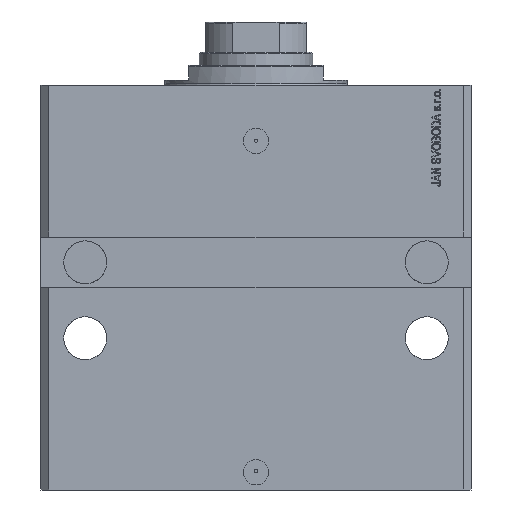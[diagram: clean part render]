
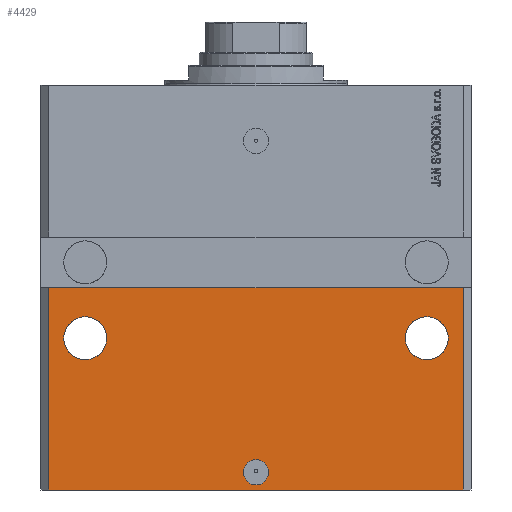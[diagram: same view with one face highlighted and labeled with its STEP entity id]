
A CAD part, front view. The second image highlights one B-rep face of the part: STEP entity #4429.
In plain terms, the highlighted planar face has unit normal (0, -1, 0).
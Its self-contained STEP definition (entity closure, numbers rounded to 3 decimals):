
#150 = VERTEX_POINT ( 'NONE', #3917 ) ;
#377 = DIRECTION ( 'NONE',  ( 0., 0., 1. ) ) ;
#876 = EDGE_LOOP ( 'NONE', ( #42136, #25940, #2923, #34012 ) ) ;
#1308 = EDGE_CURVE ( 'NONE', #8989, #34901, #48513, .T. ) ;
#2003 = CARTESIAN_POINT ( 'NONE',  ( -82., -70., -160. ) ) ;
#2041 = VECTOR ( 'NONE', #13639, 1000. ) ;
#2347 = DIRECTION ( 'NONE',  ( 0., -1., 0. ) ) ;
#2923 = ORIENTED_EDGE ( 'NONE', *, *, #38217, .T. ) ;
#3093 = EDGE_CURVE ( 'NONE', #41511, #32997, #7658, .T. ) ;
#3648 = AXIS2_PLACEMENT_3D ( 'NONE', #5153, #45794, #25197 ) ;
#3917 = CARTESIAN_POINT ( 'NONE',  ( 59., -70., -100. ) ) ;
#3926 = DIRECTION ( 'NONE',  ( 1., 0., 0. ) ) ;
#4005 = CIRCLE ( 'NONE', #31712, 8.5 ) ;
#4339 = CARTESIAN_POINT ( 'NONE',  ( -59., -70., -100. ) ) ;
#4344 = CARTESIAN_POINT ( 'NONE',  ( -82., -70., -160. ) ) ;
#4429 = ADVANCED_FACE ( 'NONE', ( #21811, #14369, #33200, #36417 ), #44080, .T. ) ;
#5062 = AXIS2_PLACEMENT_3D ( 'NONE', #28866, #18228, #6574 ) ;
#5153 = CARTESIAN_POINT ( 'NONE',  ( 0., -70., -153. ) ) ;
#5482 = LINE ( 'NONE', #2003, #2041 ) ;
#5935 = EDGE_CURVE ( 'NONE', #36704, #28714, #37866, .T. ) ;
#6499 = EDGE_LOOP ( 'NONE', ( #14851, #35295 ) ) ;
#6574 = DIRECTION ( 'NONE',  ( -1., 0., 0. ) ) ;
#7374 = CARTESIAN_POINT ( 'NONE',  ( 0., -70., -153. ) ) ;
#7658 = CIRCLE ( 'NONE', #13984, 8.5 ) ;
#7665 = EDGE_CURVE ( 'NONE', #47782, #150, #24424, .T. ) ;
#8989 = VERTEX_POINT ( 'NONE', #40246 ) ;
#8996 = CIRCLE ( 'NONE', #5062, 8.5 ) ;
#10112 = CARTESIAN_POINT ( 'NONE',  ( 82., -70., -80. ) ) ;
#10492 = ORIENTED_EDGE ( 'NONE', *, *, #20390, .F. ) ;
#10614 = CARTESIAN_POINT ( 'NONE',  ( 76., -70., -100. ) ) ;
#10825 = VERTEX_POINT ( 'NONE', #29951 ) ;
#11581 = VECTOR ( 'NONE', #3926, 1000. ) ;
#11656 = AXIS2_PLACEMENT_3D ( 'NONE', #40366, #33442, #36662 ) ;
#12283 = CARTESIAN_POINT ( 'NONE',  ( -67.5, -70., -100. ) ) ;
#13639 = DIRECTION ( 'NONE',  ( 1., 0., 0. ) ) ;
#13835 = ORIENTED_EDGE ( 'NONE', *, *, #45648, .F. ) ;
#13984 = AXIS2_PLACEMENT_3D ( 'NONE', #12283, #19981, #19486 ) ;
#14369 = FACE_BOUND ( 'NONE', #37380, .T. ) ;
#14851 = ORIENTED_EDGE ( 'NONE', *, *, #3093, .F. ) ;
#14981 = DIRECTION ( 'NONE',  ( 0., 0., 1. ) ) ;
#15216 = LINE ( 'NONE', #29860, #15529 ) ;
#15529 = VECTOR ( 'NONE', #14981, 1000. ) ;
#15690 = AXIS2_PLACEMENT_3D ( 'NONE', #7374, #45021, #38324 ) ;
#18228 = DIRECTION ( 'NONE',  ( 0., -1., 0. ) ) ;
#19486 = DIRECTION ( 'NONE',  ( -1., 0., 0. ) ) ;
#19981 = DIRECTION ( 'NONE',  ( 0., -1., 0. ) ) ;
#20390 = EDGE_CURVE ( 'NONE', #150, #47782, #4005, .T. ) ;
#21811 = FACE_BOUND ( 'NONE', #28842, .T. ) ;
#22673 = CIRCLE ( 'NONE', #3648, 5. ) ;
#24424 = CIRCLE ( 'NONE', #41841, 8.5 ) ;
#25197 = DIRECTION ( 'NONE',  ( 1., 0., 0. ) ) ;
#25940 = ORIENTED_EDGE ( 'NONE', *, *, #47086, .F. ) ;
#28613 = DIRECTION ( 'NONE',  ( 1., 0., 0. ) ) ;
#28714 = VERTEX_POINT ( 'NONE', #45545 ) ;
#28842 = EDGE_LOOP ( 'NONE', ( #34047, #13835 ) ) ;
#28866 = CARTESIAN_POINT ( 'NONE',  ( -67.5, -70., -100. ) ) ;
#28915 = CARTESIAN_POINT ( 'NONE',  ( 67.5, -70., -100. ) ) ;
#29165 = DIRECTION ( 'NONE',  ( 1., 0., 0. ) ) ;
#29709 = CARTESIAN_POINT ( 'NONE',  ( -85., -70., -80. ) ) ;
#29860 = CARTESIAN_POINT ( 'NONE',  ( 82., -70., -160. ) ) ;
#29951 = CARTESIAN_POINT ( 'NONE',  ( 82., -70., -160. ) ) ;
#30392 = EDGE_CURVE ( 'NONE', #32997, #41511, #8996, .T. ) ;
#31712 = AXIS2_PLACEMENT_3D ( 'NONE', #43699, #2347, #28613 ) ;
#32997 = VERTEX_POINT ( 'NONE', #44562 ) ;
#33200 = FACE_BOUND ( 'NONE', #6499, .T. ) ;
#33442 = DIRECTION ( 'NONE',  ( 0., -1., 0. ) ) ;
#34012 = ORIENTED_EDGE ( 'NONE', *, *, #44996, .T. ) ;
#34047 = ORIENTED_EDGE ( 'NONE', *, *, #5935, .F. ) ;
#34338 = LINE ( 'NONE', #4344, #47236 ) ;
#34901 = VERTEX_POINT ( 'NONE', #10112 ) ;
#35295 = ORIENTED_EDGE ( 'NONE', *, *, #30392, .F. ) ;
#36417 = FACE_OUTER_BOUND ( 'NONE', #876, .T. ) ;
#36662 = DIRECTION ( 'NONE',  ( 0., 0., -1. ) ) ;
#36704 = VERTEX_POINT ( 'NONE', #44208 ) ;
#37380 = EDGE_LOOP ( 'NONE', ( #40116, #10492 ) ) ;
#37866 = CIRCLE ( 'NONE', #15690, 5. ) ;
#38217 = EDGE_CURVE ( 'NONE', #43846, #10825, #5482, .T. ) ;
#38324 = DIRECTION ( 'NONE',  ( 1., 0., 0. ) ) ;
#40116 = ORIENTED_EDGE ( 'NONE', *, *, #7665, .F. ) ;
#40246 = CARTESIAN_POINT ( 'NONE',  ( -82., -70., -80. ) ) ;
#40366 = CARTESIAN_POINT ( 'NONE',  ( -82., -70., -160. ) ) ;
#41511 = VERTEX_POINT ( 'NONE', #4339 ) ;
#41841 = AXIS2_PLACEMENT_3D ( 'NONE', #28915, #47493, #29165 ) ;
#42136 = ORIENTED_EDGE ( 'NONE', *, *, #1308, .F. ) ;
#43087 = CARTESIAN_POINT ( 'NONE',  ( -82., -70., -160. ) ) ;
#43699 = CARTESIAN_POINT ( 'NONE',  ( 67.5, -70., -100. ) ) ;
#43846 = VERTEX_POINT ( 'NONE', #43087 ) ;
#44080 = PLANE ( 'NONE',  #11656 ) ;
#44208 = CARTESIAN_POINT ( 'NONE',  ( 5., -70., -153. ) ) ;
#44562 = CARTESIAN_POINT ( 'NONE',  ( -76., -70., -100. ) ) ;
#44996 = EDGE_CURVE ( 'NONE', #10825, #34901, #15216, .T. ) ;
#45021 = DIRECTION ( 'NONE',  ( 0., -1., 0. ) ) ;
#45545 = CARTESIAN_POINT ( 'NONE',  ( -5., -70., -153. ) ) ;
#45648 = EDGE_CURVE ( 'NONE', #28714, #36704, #22673, .T. ) ;
#45794 = DIRECTION ( 'NONE',  ( 0., -1., 0. ) ) ;
#47086 = EDGE_CURVE ( 'NONE', #43846, #8989, #34338, .T. ) ;
#47236 = VECTOR ( 'NONE', #377, 1000. ) ;
#47493 = DIRECTION ( 'NONE',  ( 0., -1., 0. ) ) ;
#47782 = VERTEX_POINT ( 'NONE', #10614 ) ;
#48513 = LINE ( 'NONE', #29709, #11581 ) ;
